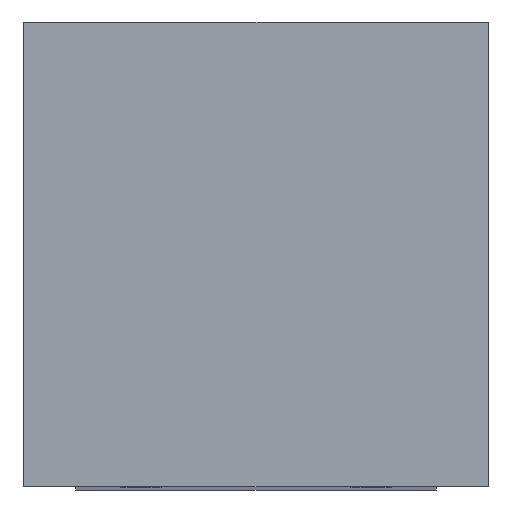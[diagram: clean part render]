
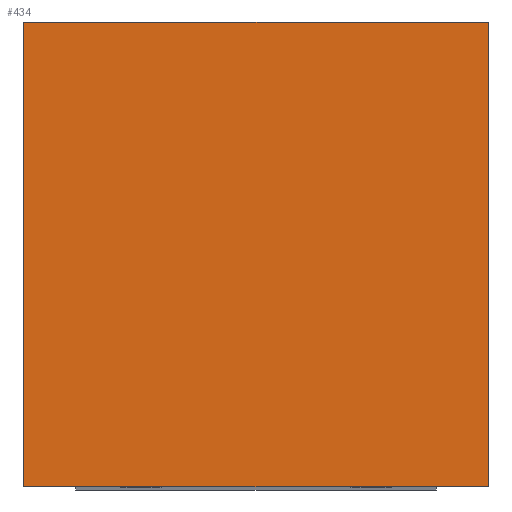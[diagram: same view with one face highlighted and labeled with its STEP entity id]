
A CAD part, top view. The second image highlights one B-rep face of the part: STEP entity #434.
In plain terms, the highlighted planar face has unit normal (0, 0, 1).
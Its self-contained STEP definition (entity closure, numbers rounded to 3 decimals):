
#40 = DIRECTION ( 'NONE',  ( 0., 0., 1. ) ) ;
#54 = ORIENTED_EDGE ( 'NONE', *, *, #1127, .T. ) ;
#67 = VECTOR ( 'NONE', #326, 1000. ) ;
#116 = CARTESIAN_POINT ( 'NONE',  ( 24.8, 0., 209.2 ) ) ;
#119 = ORIENTED_EDGE ( 'NONE', *, *, #684, .T. ) ;
#307 = VECTOR ( 'NONE', #898, 1000. ) ;
#326 = DIRECTION ( 'NONE',  ( 0., -1., 0. ) ) ;
#372 = DIRECTION ( 'NONE',  ( 1., 0., 0. ) ) ;
#382 = CARTESIAN_POINT ( 'NONE',  ( -12.6, 41.804, 209.2 ) ) ;
#421 = LINE ( 'NONE', #787, #67 ) ;
#434 = ADVANCED_FACE ( 'NONE', ( #474 ), #749, .T. ) ;
#445 = CARTESIAN_POINT ( 'NONE',  ( 37.4, -8.196, 209.2 ) ) ;
#474 = FACE_OUTER_BOUND ( 'NONE', #726, .T. ) ;
#581 = LINE ( 'NONE', #1097, #1009 ) ;
#584 = EDGE_CURVE ( 'NONE', #994, #866, #421, .T. ) ;
#625 = AXIS2_PLACEMENT_3D ( 'NONE', #116, #40, #1123 ) ;
#635 = ORIENTED_EDGE ( 'NONE', *, *, #982, .T. ) ;
#655 = CARTESIAN_POINT ( 'NONE',  ( -7., -8.196, 209.2 ) ) ;
#684 = EDGE_CURVE ( 'NONE', #1119, #757, #798, .T. ) ;
#726 = EDGE_LOOP ( 'NONE', ( #779, #54, #119, #635 ) ) ;
#749 = PLANE ( 'NONE',  #625 ) ;
#754 = DIRECTION ( 'NONE',  ( -1., 0., 0. ) ) ;
#757 = VERTEX_POINT ( 'NONE', #1090 ) ;
#779 = ORIENTED_EDGE ( 'NONE', *, *, #584, .T. ) ;
#787 = CARTESIAN_POINT ( 'NONE',  ( -12.6, 41.804, 209.2 ) ) ;
#798 = LINE ( 'NONE', #1086, #307 ) ;
#825 = LINE ( 'NONE', #655, #837 ) ;
#837 = VECTOR ( 'NONE', #372, 1000. ) ;
#866 = VERTEX_POINT ( 'NONE', #922 ) ;
#898 = DIRECTION ( 'NONE',  ( 0., 1., 0. ) ) ;
#922 = CARTESIAN_POINT ( 'NONE',  ( -12.6, -8.196, 209.2 ) ) ;
#982 = EDGE_CURVE ( 'NONE', #757, #994, #581, .T. ) ;
#994 = VERTEX_POINT ( 'NONE', #382 ) ;
#1009 = VECTOR ( 'NONE', #754, 1000. ) ;
#1086 = CARTESIAN_POINT ( 'NONE',  ( 37.4, 41.804, 209.2 ) ) ;
#1090 = CARTESIAN_POINT ( 'NONE',  ( 37.4, 41.804, 209.2 ) ) ;
#1097 = CARTESIAN_POINT ( 'NONE',  ( -12.6, 41.804, 209.2 ) ) ;
#1119 = VERTEX_POINT ( 'NONE', #445 ) ;
#1123 = DIRECTION ( 'NONE',  ( 1., 0., 0. ) ) ;
#1127 = EDGE_CURVE ( 'NONE', #866, #1119, #825, .T. ) ;
